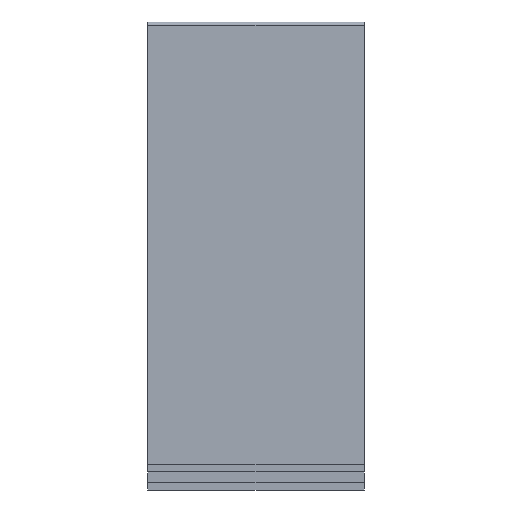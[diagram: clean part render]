
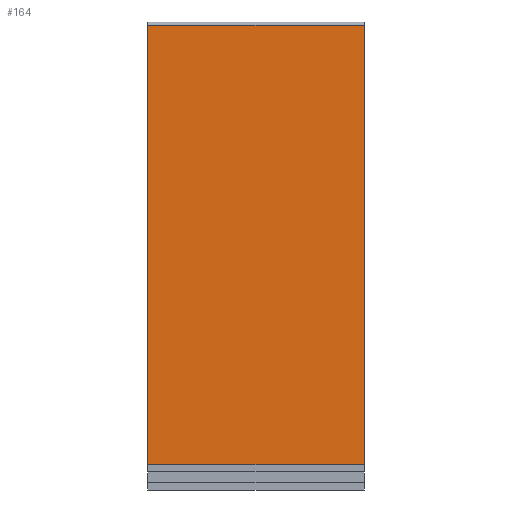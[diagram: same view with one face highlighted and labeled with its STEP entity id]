
A CAD part, left-side view. The second image highlights one B-rep face of the part: STEP entity #164.
In plain terms, the highlighted planar face has unit normal (-1, 0, 0.006).
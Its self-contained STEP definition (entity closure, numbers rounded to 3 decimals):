
#137=AXIS2_PLACEMENT_3D('Plane Axis2P3D',#134,#135,#136) ;
#112=CARTESIAN_POINT('Vertex',(-15.704,50.,175.6)) ;
#115=CARTESIAN_POINT('Line Origine',(-15.704,26.,175.6)) ;
#119=CARTESIAN_POINT('Vertex',(-15.704,2.,175.6)) ;
#134=CARTESIAN_POINT('Axis2P3D Location',(-15.704,0.,175.6)) ;
#139=CARTESIAN_POINT('Line Origine',(-15.997,50.,126.85)) ;
#143=CARTESIAN_POINT('Vertex',(-16.289,50.,78.1)) ;
#146=CARTESIAN_POINT('Line Origine',(-16.289,26.,78.1)) ;
#150=CARTESIAN_POINT('Vertex',(-16.289,2.,78.1)) ;
#153=CARTESIAN_POINT('Line Origine',(-15.997,2.,126.85)) ;
#116=DIRECTION('Vector Direction',(0.,-1.,0.)) ;
#135=DIRECTION('Axis2P3D Direction',(1.,0.,-0.006)) ;
#136=DIRECTION('Axis2P3D XDirection',(-0.006,0.,-1.)) ;
#140=DIRECTION('Vector Direction',(-0.006,0.,-1.)) ;
#147=DIRECTION('Vector Direction',(0.,1.,0.)) ;
#154=DIRECTION('Vector Direction',(-0.006,0.,-1.)) ;
#117=VECTOR('Line Direction',#116,1.) ;
#141=VECTOR('Line Direction',#140,1.) ;
#148=VECTOR('Line Direction',#147,1.) ;
#155=VECTOR('Line Direction',#154,1.) ;
#159=ORIENTED_EDGE('',*,*,#145,.T.) ;
#160=ORIENTED_EDGE('',*,*,#152,.F.) ;
#161=ORIENTED_EDGE('',*,*,#157,.F.) ;
#162=ORIENTED_EDGE('',*,*,#121,.T.) ;
#164=ADVANCED_FACE('Barriere isolanti PS 100mmx48mm_superiori',(#163),#138,.F.) ;
#121=EDGE_CURVE('',#120,#113,#118,.F.) ;
#145=EDGE_CURVE('',#113,#144,#142,.T.) ;
#152=EDGE_CURVE('',#151,#144,#149,.T.) ;
#157=EDGE_CURVE('',#120,#151,#156,.T.) ;
#158=EDGE_LOOP('',(#159,#160,#161,#162)) ;
#163=FACE_OUTER_BOUND('',#158,.T.) ;
#118=LINE('Line',#115,#117) ;
#142=LINE('Line',#139,#141) ;
#149=LINE('Line',#146,#148) ;
#156=LINE('Line',#153,#155) ;
#138=PLANE('',#137) ;
#113=VERTEX_POINT('',#112) ;
#120=VERTEX_POINT('',#119) ;
#144=VERTEX_POINT('',#143) ;
#151=VERTEX_POINT('',#150) ;
